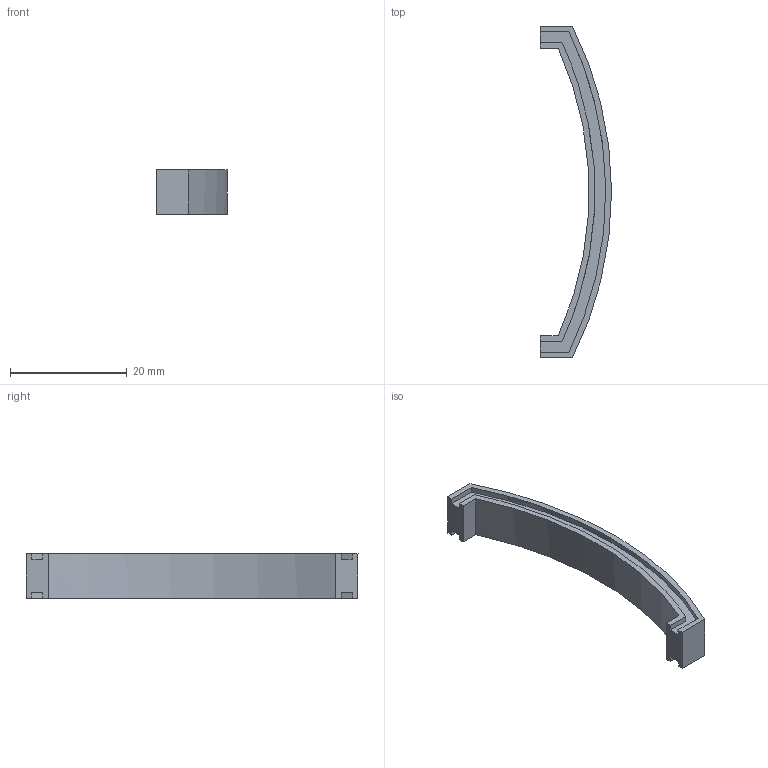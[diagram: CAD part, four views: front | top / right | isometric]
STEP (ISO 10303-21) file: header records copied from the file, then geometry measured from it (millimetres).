
FILE_DESCRIPTION(('CATIA V5 STEP Exchange'),'2;1');
FILE_NAME('vi-diffuser.stp','2013-06-05T17:57:47+00:00',('none'),('none'),'CATIA Version 5 Release 18 SP 4 (IN-10)','CATIA V5 STEP AP203','none');
FILE_SCHEMA(('CONFIG_CONTROL_DESIGN'));
Length unit declared in the file: millimetre
Products named in the file (1): vi-diffuser
Bounding box: 12.17 x 56.77 x 7.62 mm (x, y, z)
Volume: 1576.9 mm3; surface area: 1732.5 mm2
Topology: 1 solids, 1 shells, 26 faces, 81 edges, 57 vertices
Faces by surface type: plane 20, cone 6
Entity records: 949 total; most frequent: CARTESIAN_POINT 279, ORIENTED_EDGE 162, DIRECTION 81, EDGE_CURVE 81, VERTEX_POINT 57, B_SPLINE_CURVE_WITH_KNOTS 48, VECTOR 30, LINE 30
